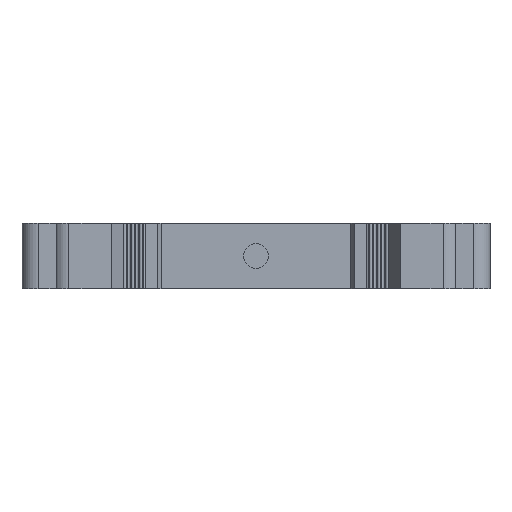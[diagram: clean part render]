
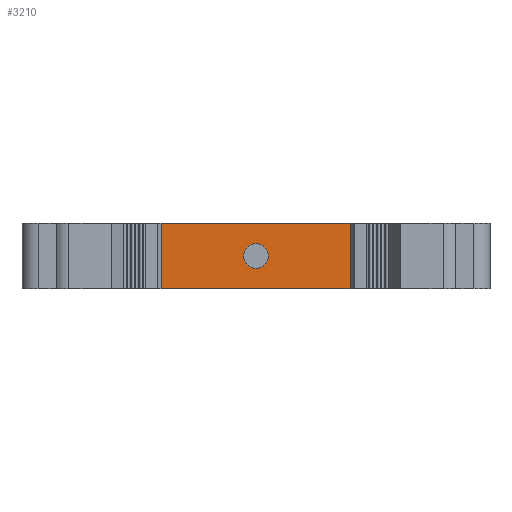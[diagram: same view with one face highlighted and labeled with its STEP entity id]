
A CAD part, front view. The second image highlights one B-rep face of the part: STEP entity #3210.
In plain terms, the highlighted planar face has unit normal (0, -1, 0).
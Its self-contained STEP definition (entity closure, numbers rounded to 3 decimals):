
#63=DIRECTION('',(1.,0.,0.));
#64=VECTOR('',#63,23.101);
#65=CARTESIAN_POINT('',(-11.551,-15.65,-4.));
#66=LINE('',#65,#64);
#806=DIRECTION('',(0.,0.,1.));
#807=VECTOR('',#806,8.);
#808=CARTESIAN_POINT('',(11.551,-15.65,-4.));
#809=LINE('',#808,#807);
#810=DIRECTION('',(0.,0.,1.));
#811=VECTOR('',#810,8.);
#812=CARTESIAN_POINT('',(-11.551,-15.65,-4.));
#813=LINE('',#812,#811);
#814=CARTESIAN_POINT('',(0.,-15.65,0.));
#815=DIRECTION('',(0.,-1.,0.));
#816=DIRECTION('',(1.,0.,0.));
#817=AXIS2_PLACEMENT_3D('',#814,#815,#816);
#819=CARTESIAN_POINT('',(0.,-15.65,0.));
#820=DIRECTION('',(0.,-1.,0.));
#821=DIRECTION('',(-1.,0.,0.));
#822=AXIS2_PLACEMENT_3D('',#819,#820,#821);
#1153=DIRECTION('',(1.,0.,0.));
#1154=VECTOR('',#1153,23.101);
#1155=CARTESIAN_POINT('',(-11.551,-15.65,4.));
#1156=LINE('',#1155,#1154);
#1458=CARTESIAN_POINT('',(-11.551,-15.65,-4.));
#1459=VERTEX_POINT('',#1458);
#1460=CARTESIAN_POINT('',(11.551,-15.65,-4.));
#1461=VERTEX_POINT('',#1460);
#1610=CARTESIAN_POINT('',(-11.551,-15.65,4.));
#1611=VERTEX_POINT('',#1610);
#1612=CARTESIAN_POINT('',(11.551,-15.65,4.));
#1613=VERTEX_POINT('',#1612);
#1874=CARTESIAN_POINT('',(1.5,-15.65,0.));
#1875=CARTESIAN_POINT('',(-1.5,-15.65,0.));
#1876=VERTEX_POINT('',#1874);
#1877=VERTEX_POINT('',#1875);
#3191=CARTESIAN_POINT('',(-11.551,-15.65,-4.));
#3192=DIRECTION('',(0.,-1.,0.));
#3193=DIRECTION('',(1.,0.,0.));
#3194=AXIS2_PLACEMENT_3D('',#3191,#3192,#3193);
#3195=PLANE('',#3194);
#3196=ORIENTED_EDGE('',*,*,#1903,.F.);
#3198=ORIENTED_EDGE('',*,*,#3197,.T.);
#3200=ORIENTED_EDGE('',*,*,#3199,.T.);
#3201=ORIENTED_EDGE('',*,*,#3183,.F.);
#3202=EDGE_LOOP('',(#3196,#3198,#3200,#3201));
#3203=FACE_OUTER_BOUND('',#3202,.F.);
#3205=ORIENTED_EDGE('',*,*,#3204,.T.);
#3207=ORIENTED_EDGE('',*,*,#3206,.T.);
#3208=EDGE_LOOP('',(#3205,#3207));
#3209=FACE_BOUND('',#3208,.F.);
#818=CIRCLE('',#817,1.5);
#823=CIRCLE('',#822,1.5);
#1903=EDGE_CURVE('',#1459,#1461,#66,.T.);
#3183=EDGE_CURVE('',#1461,#1613,#809,.T.);
#3197=EDGE_CURVE('',#1459,#1611,#813,.T.);
#3199=EDGE_CURVE('',#1611,#1613,#1156,.T.);
#3204=EDGE_CURVE('',#1876,#1877,#818,.T.);
#3206=EDGE_CURVE('',#1877,#1876,#823,.T.);
#3210=ADVANCED_FACE('',(#3203,#3209),#3195,.T.);
